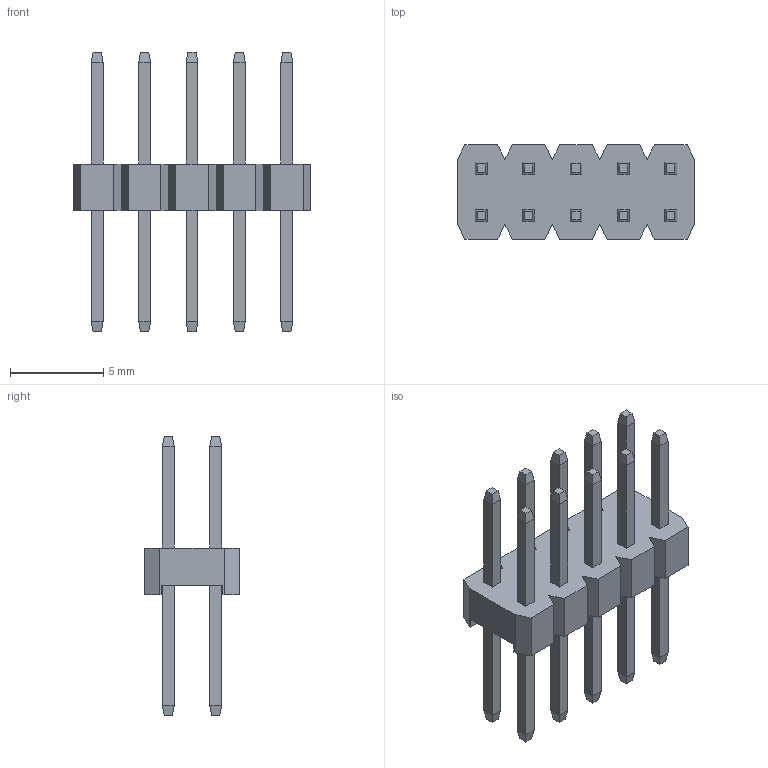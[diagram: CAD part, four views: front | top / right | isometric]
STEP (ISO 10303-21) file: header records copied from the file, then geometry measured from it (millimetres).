
FILE_DESCRIPTION (( 'STEP AP214' ), '1' );
FILE_NAME ('FPH25452-D10S1014192140B-REF.STEP', '2026-01-14T09:21:12', ( '' ), ( '' ), 'SwSTEP 2.0', 'SolidWorks 2021', '' );
FILE_SCHEMA (( 'AUTOMOTIVE_DESIGN' ));
Length unit declared in the file: millimetre
Products named in the file (1): FPH25452-D10S1014192140B-REF
Bounding box: 12.7 x 5.08 x 15 mm (x, y, z)
Volume: 184.3 mm3; surface area: 562 mm2
Topology: 1 solids, 1 shells, 218 faces, 508 edges, 312 vertices
Faces by surface type: plane 218
Entity records: 6006 total; most frequent: CARTESIAN_POINT 1039, ORIENTED_EDGE 1016, DIRECTION 946, EDGE_CURVE 508, LINE 508, VECTOR 508, VERTEX_POINT 312, EDGE_LOOP 238
